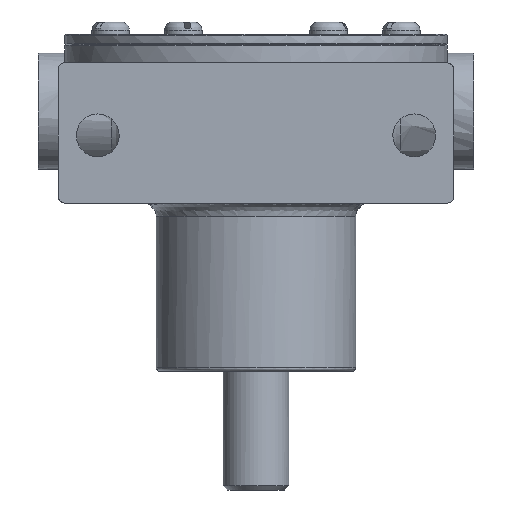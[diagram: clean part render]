
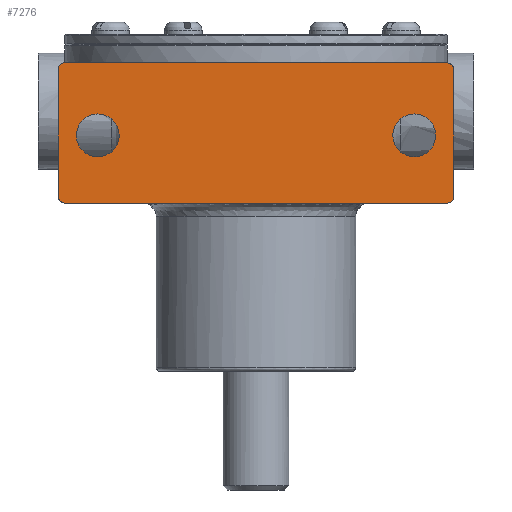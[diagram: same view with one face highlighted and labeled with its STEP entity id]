
A CAD part, front view. The second image highlights one B-rep face of the part: STEP entity #7276.
In plain terms, the highlighted free-form (B-spline) face has degree [1, 1] with [2, 2] control points.
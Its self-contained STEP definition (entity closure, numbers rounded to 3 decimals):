
#3109 = VERTEX_POINT('',#3110);
#3110 = CARTESIAN_POINT('',(-38.5,-56.569,
    99.799));
#3115 = EDGE_CURVE('',#3116,#3109,#3118,.T.);
#3116 = VERTEX_POINT('',#3117);
#3117 = CARTESIAN_POINT('',(-50.56,-56.569,
    99.799));
#3118 = ( BOUNDED_CURVE() B_SPLINE_CURVE(2,(#3119,#3120,#3121,#3122,
#3123),.UNSPECIFIED.,.F.,.F.) B_SPLINE_CURVE_WITH_KNOTS((3,2,3),(
    3.142,4.712,6.283),
.PIECEWISE_BEZIER_KNOTS.) CURVE() GEOMETRIC_REPRESENTATION_ITEM() 
RATIONAL_B_SPLINE_CURVE((1.,0.707,1.,0.707,1.)) 
REPRESENTATION_ITEM('') );
#3119 = CARTESIAN_POINT('',(-50.56,-56.569,
    99.799));
#3120 = CARTESIAN_POINT('',(-50.56,-56.569,
    93.768));
#3121 = CARTESIAN_POINT('',(-44.53,-56.569,
    93.768));
#3122 = CARTESIAN_POINT('',(-38.5,-56.569,
    93.768));
#3123 = CARTESIAN_POINT('',(-38.5,-56.569,
    99.799));
#3157 = VERTEX_POINT('',#3158);
#3158 = CARTESIAN_POINT('',(50.56,-56.569,
    99.799));
#3163 = EDGE_CURVE('',#3164,#3157,#3166,.T.);
#3164 = VERTEX_POINT('',#3165);
#3165 = CARTESIAN_POINT('',(38.5,-56.569,
    99.799));
#3166 = ( BOUNDED_CURVE() B_SPLINE_CURVE(2,(#3167,#3168,#3169,#3170,
#3171),.UNSPECIFIED.,.F.,.F.) B_SPLINE_CURVE_WITH_KNOTS((3,2,3),(
    3.142,4.712,6.283),
.PIECEWISE_BEZIER_KNOTS.) CURVE() GEOMETRIC_REPRESENTATION_ITEM() 
RATIONAL_B_SPLINE_CURVE((1.,0.707,1.,0.707,1.)) 
REPRESENTATION_ITEM('') );
#3167 = CARTESIAN_POINT('',(38.5,-56.569,
    99.799));
#3168 = CARTESIAN_POINT('',(38.5,-56.569,
    93.768));
#3169 = CARTESIAN_POINT('',(44.53,-56.569,
    93.768));
#3170 = CARTESIAN_POINT('',(50.56,-56.569,
    93.768));
#3171 = CARTESIAN_POINT('',(50.56,-56.569,
    99.799));
#6699 = VERTEX_POINT('',#6700);
#6700 = CARTESIAN_POINT('',(53.807,-56.569,
    80.762));
#6705 = EDGE_CURVE('',#6699,#6706,#6708,.T.);
#6706 = VERTEX_POINT('',#6707);
#6707 = CARTESIAN_POINT('',(-53.807,-56.569,
    80.762));
#6708 = B_SPLINE_CURVE_WITH_KNOTS('',1,(#6709,#6710),.UNSPECIFIED.,.F.,
  .F.,(2,2),(1.588,93.663),.PIECEWISE_BEZIER_KNOTS.);
#6709 = CARTESIAN_POINT('',(53.807,-56.569,
    80.762));
#6710 = CARTESIAN_POINT('',(-53.807,-56.569,
    80.762));
#7221 = EDGE_CURVE('',#7222,#7224,#7226,.T.);
#7222 = VERTEX_POINT('',#7223);
#7223 = CARTESIAN_POINT('',(53.807,-56.569,
    120.208));
#7224 = VERTEX_POINT('',#7225);
#7225 = CARTESIAN_POINT('',(-53.807,-56.569,
    120.208));
#7226 = B_SPLINE_CURVE_WITH_KNOTS('',1,(#7227,#7228),.UNSPECIFIED.,.F.,
  .F.,(2,2),(1.588,93.663),.PIECEWISE_BEZIER_KNOTS.);
#7227 = CARTESIAN_POINT('',(53.807,-56.569,
    120.208));
#7228 = CARTESIAN_POINT('',(-53.807,-56.569,
    120.208));
#7276 = ADVANCED_FACE('',(#7277,#7288,#7299),#7345,.T.);
#7277 = FACE_BOUND('',#7278,.T.);
#7278 = EDGE_LOOP('',(#7279,#7287));
#7279 = ORIENTED_EDGE('',*,*,#7280,.F.);
#7280 = EDGE_CURVE('',#3109,#3116,#7281,.T.);
#7281 = ( BOUNDED_CURVE() B_SPLINE_CURVE(2,(#7282,#7283,#7284,#7285,
#7286),.UNSPECIFIED.,.F.,.F.) B_SPLINE_CURVE_WITH_KNOTS((3,2,3),(0.,
1.571,3.142),.PIECEWISE_BEZIER_KNOTS.) CURVE() 
GEOMETRIC_REPRESENTATION_ITEM() RATIONAL_B_SPLINE_CURVE((1.,
0.707,1.,0.707,1.)) REPRESENTATION_ITEM('') );
#7282 = CARTESIAN_POINT('',(-38.5,-56.569,
    99.799));
#7283 = CARTESIAN_POINT('',(-38.5,-56.569,
    105.829));
#7284 = CARTESIAN_POINT('',(-44.53,-56.569,
    105.829));
#7285 = CARTESIAN_POINT('',(-50.56,-56.569,
    105.829));
#7286 = CARTESIAN_POINT('',(-50.56,-56.569,
    99.799));
#7287 = ORIENTED_EDGE('',*,*,#3115,.F.);
#7288 = FACE_BOUND('',#7289,.T.);
#7289 = EDGE_LOOP('',(#7290,#7298));
#7290 = ORIENTED_EDGE('',*,*,#7291,.F.);
#7291 = EDGE_CURVE('',#3157,#3164,#7292,.T.);
#7292 = ( BOUNDED_CURVE() B_SPLINE_CURVE(2,(#7293,#7294,#7295,#7296,
#7297),.UNSPECIFIED.,.F.,.F.) B_SPLINE_CURVE_WITH_KNOTS((3,2,3),(0.,
1.571,3.142),.PIECEWISE_BEZIER_KNOTS.) CURVE() 
GEOMETRIC_REPRESENTATION_ITEM() RATIONAL_B_SPLINE_CURVE((1.,
0.707,1.,0.707,1.)) REPRESENTATION_ITEM('') );
#7293 = CARTESIAN_POINT('',(50.56,-56.569,
    99.799));
#7294 = CARTESIAN_POINT('',(50.56,-56.569,
    105.829));
#7295 = CARTESIAN_POINT('',(44.53,-56.569,
    105.829));
#7296 = CARTESIAN_POINT('',(38.5,-56.569,
    105.829));
#7297 = CARTESIAN_POINT('',(38.5,-56.569,
    99.799));
#7298 = ORIENTED_EDGE('',*,*,#3163,.F.);
#7299 = FACE_BOUND('',#7300,.T.);
#7300 = EDGE_LOOP('',(#7301,#7310,#7316,#7317,#7325,#7332,#7338,#7339));
#7301 = ORIENTED_EDGE('',*,*,#7302,.T.);
#7302 = EDGE_CURVE('',#7303,#7305,#7307,.T.);
#7303 = VERTEX_POINT('',#7304);
#7304 = CARTESIAN_POINT('',(-55.663,-56.569,
    118.353));
#7305 = VERTEX_POINT('',#7306);
#7306 = CARTESIAN_POINT('',(-55.663,-56.569,
    82.618));
#7307 = B_SPLINE_CURVE_WITH_KNOTS('',1,(#7308,#7309),.UNSPECIFIED.,.F.,
  .F.,(2,2),(99.049,129.624),.PIECEWISE_BEZIER_KNOTS.);
#7308 = CARTESIAN_POINT('',(-55.663,-56.569,
    118.353));
#7309 = CARTESIAN_POINT('',(-55.663,-56.569,
    82.618));
#7310 = ORIENTED_EDGE('',*,*,#7311,.T.);
#7311 = EDGE_CURVE('',#7305,#6706,#7312,.T.);
#7312 = ( BOUNDED_CURVE() B_SPLINE_CURVE(2,(#7313,#7314,#7315),
.UNSPECIFIED.,.F.,.F.) B_SPLINE_CURVE_WITH_KNOTS((3,3),(3.142,
4.712),.PIECEWISE_BEZIER_KNOTS.) CURVE() 
GEOMETRIC_REPRESENTATION_ITEM() RATIONAL_B_SPLINE_CURVE((1.,
0.707,1.)) REPRESENTATION_ITEM('') );
#7313 = CARTESIAN_POINT('',(-55.663,-56.569,
    82.618));
#7314 = CARTESIAN_POINT('',(-55.663,-56.569,
    80.762));
#7315 = CARTESIAN_POINT('',(-53.807,-56.569,
    80.762));
#7316 = ORIENTED_EDGE('',*,*,#6705,.F.);
#7317 = ORIENTED_EDGE('',*,*,#7318,.T.);
#7318 = EDGE_CURVE('',#6699,#7319,#7321,.T.);
#7319 = VERTEX_POINT('',#7320);
#7320 = CARTESIAN_POINT('',(55.663,-56.569,
    82.618));
#7321 = ( BOUNDED_CURVE() B_SPLINE_CURVE(2,(#7322,#7323,#7324),
.UNSPECIFIED.,.F.,.F.) B_SPLINE_CURVE_WITH_KNOTS((3,3),(4.712,
6.283),.PIECEWISE_BEZIER_KNOTS.) CURVE() 
GEOMETRIC_REPRESENTATION_ITEM() RATIONAL_B_SPLINE_CURVE((1.,
0.707,1.)) REPRESENTATION_ITEM('') );
#7322 = CARTESIAN_POINT('',(53.807,-56.569,
    80.762));
#7323 = CARTESIAN_POINT('',(55.663,-56.569,
    80.762));
#7324 = CARTESIAN_POINT('',(55.663,-56.569,
    82.618));
#7325 = ORIENTED_EDGE('',*,*,#7326,.F.);
#7326 = EDGE_CURVE('',#7327,#7319,#7329,.T.);
#7327 = VERTEX_POINT('',#7328);
#7328 = CARTESIAN_POINT('',(55.663,-56.569,
    118.353));
#7329 = B_SPLINE_CURVE_WITH_KNOTS('',1,(#7330,#7331),.UNSPECIFIED.,.F.,
  .F.,(2,2),(99.049,129.624),.PIECEWISE_BEZIER_KNOTS.);
#7330 = CARTESIAN_POINT('',(55.663,-56.569,
    118.353));
#7331 = CARTESIAN_POINT('',(55.663,-56.569,
    82.618));
#7332 = ORIENTED_EDGE('',*,*,#7333,.T.);
#7333 = EDGE_CURVE('',#7327,#7222,#7334,.T.);
#7334 = ( BOUNDED_CURVE() B_SPLINE_CURVE(2,(#7335,#7336,#7337),
.UNSPECIFIED.,.F.,.F.) B_SPLINE_CURVE_WITH_KNOTS((3,3),(0.,
1.571),.PIECEWISE_BEZIER_KNOTS.) CURVE() 
GEOMETRIC_REPRESENTATION_ITEM() RATIONAL_B_SPLINE_CURVE((1.,
0.707,1.)) REPRESENTATION_ITEM('') );
#7335 = CARTESIAN_POINT('',(55.663,-56.569,
    118.353));
#7336 = CARTESIAN_POINT('',(55.663,-56.569,
    120.208));
#7337 = CARTESIAN_POINT('',(53.807,-56.569,
    120.208));
#7338 = ORIENTED_EDGE('',*,*,#7221,.T.);
#7339 = ORIENTED_EDGE('',*,*,#7340,.T.);
#7340 = EDGE_CURVE('',#7224,#7303,#7341,.T.);
#7341 = ( BOUNDED_CURVE() B_SPLINE_CURVE(2,(#7342,#7343,#7344),
.UNSPECIFIED.,.F.,.F.) B_SPLINE_CURVE_WITH_KNOTS((3,3),(1.571,
3.142),.PIECEWISE_BEZIER_KNOTS.) CURVE() 
GEOMETRIC_REPRESENTATION_ITEM() RATIONAL_B_SPLINE_CURVE((1.,
0.707,1.)) REPRESENTATION_ITEM('') );
#7342 = CARTESIAN_POINT('',(-53.807,-56.569,
    120.208));
#7343 = CARTESIAN_POINT('',(-55.663,-56.569,
    120.208));
#7344 = CARTESIAN_POINT('',(-55.663,-56.569,
    118.353));
#7345 = B_SPLINE_SURFACE_WITH_KNOTS('',1,1,(
    (#7346,#7347)
    ,(#7348,#7349
    )),.UNSPECIFIED.,.F.,.F.,.F.,(2,2),(2,2),(-95.25,0.),(
    -131.211,-97.461),.PIECEWISE_BEZIER_KNOTS.);
#7346 = CARTESIAN_POINT('',(-55.663,-56.569,
    80.762));
#7347 = CARTESIAN_POINT('',(-55.663,-56.569,
    120.208));
#7348 = CARTESIAN_POINT('',(55.663,-56.569,
    80.762));
#7349 = CARTESIAN_POINT('',(55.663,-56.569,
    120.208));
